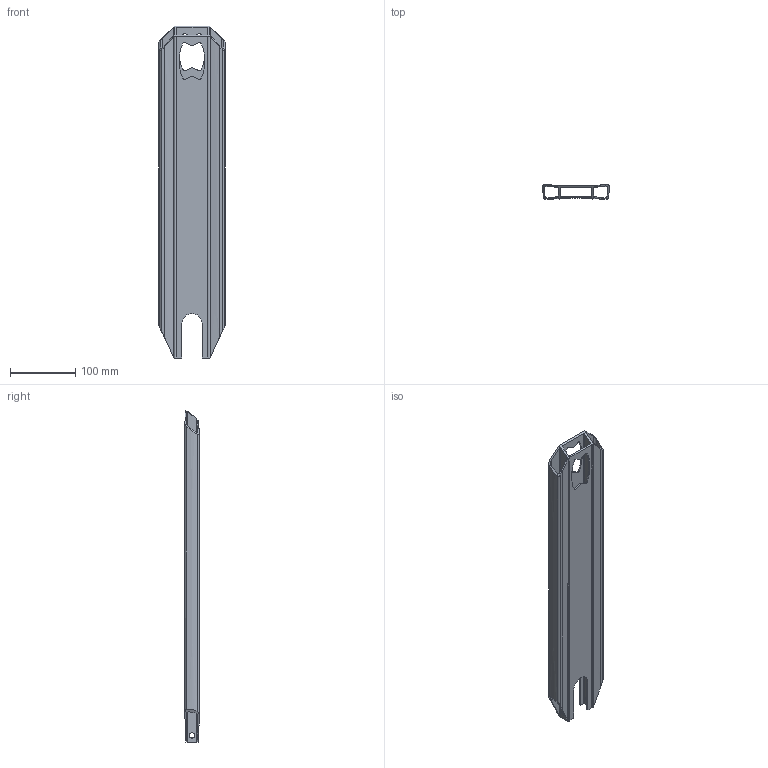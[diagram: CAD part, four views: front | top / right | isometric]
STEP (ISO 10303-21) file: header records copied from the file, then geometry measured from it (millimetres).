
FILE_DESCRIPTION((''),'2;1');
FILE_NAME('DIBAN','2020-03-19T',('Administrator'),(''),'PRO/ENGINEER BY PARAMETRIC TECHNOLOGY CORPORATION, 2010480','PRO/ENGINEER BY PARAMETRIC TECHNOLOGY CORPORATION, 2010480','');
FILE_SCHEMA(('CONFIG_CONTROL_DESIGN'));
Length unit declared in the file: millimetre
Products named in the file (1): DIBAN
Bounding box: 102.16 x 21.94 x 508.95 mm (x, y, z)
Volume: 267069.5 mm3; surface area: 229554.3 mm2
Topology: 1 solids, 1 shells, 117 faces, 346 edges, 226 vertices
Faces by surface type: cylinder 42, extrusion 40, plane 31, bspline 4
Entity records: 4938 total; most frequent: CARTESIAN_POINT 2016, ORIENTED_EDGE 692, DIRECTION 420, EDGE_CURVE 346, VERTEX_POINT 226, VECTOR 204, B_SPLINE_CURVE_WITH_KNOTS 187, LINE 164
